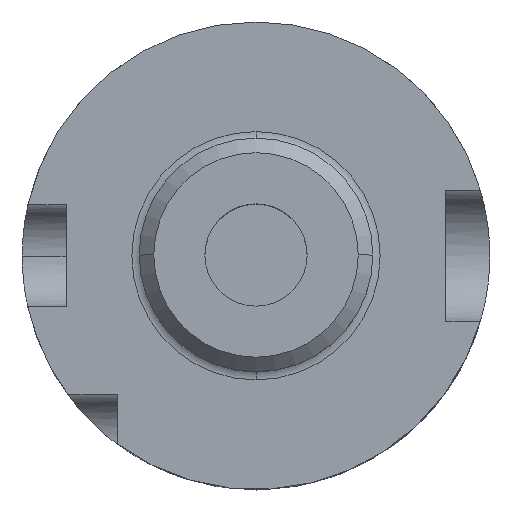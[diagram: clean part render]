
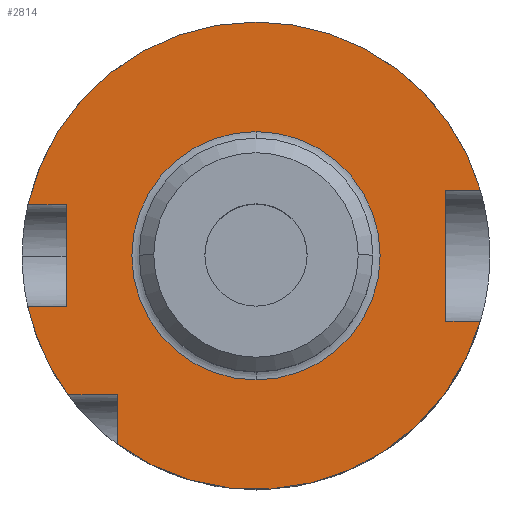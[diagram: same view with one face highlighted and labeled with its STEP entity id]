
A CAD part, top view. The second image highlights one B-rep face of the part: STEP entity #2814.
In plain terms, the highlighted planar face has unit normal (0, 0, 1).
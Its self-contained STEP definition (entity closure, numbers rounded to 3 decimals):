
#11 = LINE ( 'NONE', #347, #1321 ) ;
#43 = CARTESIAN_POINT ( 'NONE',  ( -15.612, -3.5, 20. ) ) ;
#121 = ORIENTED_EDGE ( 'NONE', *, *, #1428, .T. ) ;
#124 = EDGE_CURVE ( 'NONE', #366, #2062, #3441, .T. ) ;
#135 = VERTEX_POINT ( 'NONE', #3249 ) ;
#140 = EDGE_LOOP ( 'NONE', ( #1852, #121 ) ) ;
#144 = EDGE_CURVE ( 'NONE', #2594, #2669, #2589, .T. ) ;
#215 = CARTESIAN_POINT ( 'NONE',  ( 0., 0., 20. ) ) ;
#249 = CARTESIAN_POINT ( 'NONE',  ( -13., -3.5, 20. ) ) ;
#259 = VECTOR ( 'NONE', #2112, 1000. ) ;
#285 = DIRECTION ( 'NONE',  ( 0., -1., 0. ) ) ;
#286 = DIRECTION ( 'NONE',  ( 1., 0., 0. ) ) ;
#296 = EDGE_CURVE ( 'NONE', #1835, #3617, #11, .T. ) ;
#323 = CIRCLE ( 'NONE', #2923, 16. ) ;
#341 = PLANE ( 'NONE',  #1603 ) ;
#347 = CARTESIAN_POINT ( 'NONE',  ( -23., 3.5, 20. ) ) ;
#366 = VERTEX_POINT ( 'NONE', #43 ) ;
#375 = VERTEX_POINT ( 'NONE', #1495 ) ;
#412 = CARTESIAN_POINT ( 'NONE',  ( 0., -4.5, 20. ) ) ;
#469 = CARTESIAN_POINT ( 'NONE',  ( 0., 0., 20. ) ) ;
#475 = CIRCLE ( 'NONE', #2666, 16. ) ;
#539 = VECTOR ( 'NONE', #1047, 1000. ) ;
#595 = DIRECTION ( 'NONE',  ( 0., 0., -1. ) ) ;
#628 = EDGE_CURVE ( 'NONE', #135, #1667, #1507, .T. ) ;
#679 = EDGE_CURVE ( 'NONE', #2583, #2448, #1768, .T. ) ;
#689 = FACE_BOUND ( 'NONE', #140, .T. ) ;
#702 = VERTEX_POINT ( 'NONE', #1907 ) ;
#715 = ORIENTED_EDGE ( 'NONE', *, *, #628, .F. ) ;
#794 = CARTESIAN_POINT ( 'NONE',  ( -9.5, 16., 20. ) ) ;
#804 = ORIENTED_EDGE ( 'NONE', *, *, #144, .F. ) ;
#819 = DIRECTION ( 'NONE',  ( 0., -1., 0. ) ) ;
#829 = DIRECTION ( 'NONE',  ( 0., 1., 0. ) ) ;
#849 = DIRECTION ( 'NONE',  ( 0., 1., 0. ) ) ;
#863 = VERTEX_POINT ( 'NONE', #2200 ) ;
#873 = DIRECTION ( 'NONE',  ( 0., -1., 0. ) ) ;
#906 = ORIENTED_EDGE ( 'NONE', *, *, #3417, .F. ) ;
#1036 = DIRECTION ( 'NONE',  ( 0., 0., -1. ) ) ;
#1047 = DIRECTION ( 'NONE',  ( 1., 0., 0. ) ) ;
#1070 = VECTOR ( 'NONE', #286, 1000. ) ;
#1136 = EDGE_CURVE ( 'NONE', #1667, #2594, #2517, .T. ) ;
#1189 = DIRECTION ( 'NONE',  ( 1., 0., 0. ) ) ;
#1207 = DIRECTION ( 'NONE',  ( 0., -1., 0. ) ) ;
#1321 = VECTOR ( 'NONE', #1189, 1000. ) ;
#1396 = VECTOR ( 'NONE', #2333, 1000. ) ;
#1428 = EDGE_CURVE ( 'NONE', #2448, #2583, #2889, .T. ) ;
#1443 = LINE ( 'NONE', #2465, #1070 ) ;
#1481 = EDGE_CURVE ( 'NONE', #1835, #863, #2751, .T. ) ;
#1495 = CARTESIAN_POINT ( 'NONE',  ( -9.5, -9.5, 20. ) ) ;
#1507 = LINE ( 'NONE', #1814, #2116 ) ;
#1572 = CARTESIAN_POINT ( 'NONE',  ( 0., 0., 20. ) ) ;
#1603 = AXIS2_PLACEMENT_3D ( 'NONE', #2233, #2286, #1207 ) ;
#1631 = CARTESIAN_POINT ( 'NONE',  ( 0., 0., 20. ) ) ;
#1651 = VECTOR ( 'NONE', #285, 1000. ) ;
#1667 = VERTEX_POINT ( 'NONE', #3338 ) ;
#1676 = ORIENTED_EDGE ( 'NONE', *, *, #124, .F. ) ;
#1696 = ORIENTED_EDGE ( 'NONE', *, *, #2208, .T. ) ;
#1768 = CIRCLE ( 'NONE', #2083, 8.5 ) ;
#1814 = CARTESIAN_POINT ( 'NONE',  ( 13., 4.5, 20. ) ) ;
#1835 = VERTEX_POINT ( 'NONE', #2943 ) ;
#1852 = ORIENTED_EDGE ( 'NONE', *, *, #679, .T. ) ;
#1853 = FACE_OUTER_BOUND ( 'NONE', #2779, .T. ) ;
#1858 = DIRECTION ( 'NONE',  ( 0., 0., -1. ) ) ;
#1907 = CARTESIAN_POINT ( 'NONE',  ( 15.354, 4.5, 20. ) ) ;
#1930 = ORIENTED_EDGE ( 'NONE', *, *, #1481, .F. ) ;
#1960 = LINE ( 'NONE', #2663, #259 ) ;
#2062 = VERTEX_POINT ( 'NONE', #3438 ) ;
#2083 = AXIS2_PLACEMENT_3D ( 'NONE', #2787, #595, #873 ) ;
#2112 = DIRECTION ( 'NONE',  ( -1., 0., 0. ) ) ;
#2116 = VECTOR ( 'NONE', #2643, 1000. ) ;
#2185 = CARTESIAN_POINT ( 'NONE',  ( -13., 3.5, 20. ) ) ;
#2200 = CARTESIAN_POINT ( 'NONE',  ( 0., 16., 20. ) ) ;
#2206 = AXIS2_PLACEMENT_3D ( 'NONE', #2991, #1858, #819 ) ;
#2208 = EDGE_CURVE ( 'NONE', #135, #702, #1443, .T. ) ;
#2233 = CARTESIAN_POINT ( 'NONE',  ( 0., 16., 20. ) ) ;
#2286 = DIRECTION ( 'NONE',  ( 0., 0., 1. ) ) ;
#2307 = LINE ( 'NONE', #794, #2905 ) ;
#2333 = DIRECTION ( 'NONE',  ( 1., 0., 0. ) ) ;
#2342 = AXIS2_PLACEMENT_3D ( 'NONE', #1572, #2390, #3568 ) ;
#2345 = AXIS2_PLACEMENT_3D ( 'NONE', #1631, #2764, #849 ) ;
#2390 = DIRECTION ( 'NONE',  ( 0., 0., -1. ) ) ;
#2400 = LINE ( 'NONE', #249, #1651 ) ;
#2402 = CARTESIAN_POINT ( 'NONE',  ( -23., -3.5, 20. ) ) ;
#2413 = ORIENTED_EDGE ( 'NONE', *, *, #1136, .F. ) ;
#2448 = VERTEX_POINT ( 'NONE', #2453 ) ;
#2453 = CARTESIAN_POINT ( 'NONE',  ( 0., 8.5, 20. ) ) ;
#2465 = CARTESIAN_POINT ( 'NONE',  ( 0., 4.5, 20. ) ) ;
#2517 = LINE ( 'NONE', #412, #1396 ) ;
#2566 = ORIENTED_EDGE ( 'NONE', *, *, #296, .T. ) ;
#2583 = VERTEX_POINT ( 'NONE', #2644 ) ;
#2589 = CIRCLE ( 'NONE', #2342, 16. ) ;
#2594 = VERTEX_POINT ( 'NONE', #3510 ) ;
#2643 = DIRECTION ( 'NONE',  ( 0., -1., 0. ) ) ;
#2644 = CARTESIAN_POINT ( 'NONE',  ( 0., -8.5, 20. ) ) ;
#2663 = CARTESIAN_POINT ( 'NONE',  ( 0., -9.5, 20. ) ) ;
#2666 = AXIS2_PLACEMENT_3D ( 'NONE', #469, #2714, #2733 ) ;
#2669 = VERTEX_POINT ( 'NONE', #3524 ) ;
#2671 = EDGE_CURVE ( 'NONE', #375, #3099, #1960, .T. ) ;
#2714 = DIRECTION ( 'NONE',  ( 0., 0., -1. ) ) ;
#2733 = DIRECTION ( 'NONE',  ( 0., 1., 0. ) ) ;
#2751 = CIRCLE ( 'NONE', #2345, 16. ) ;
#2764 = DIRECTION ( 'NONE',  ( 0., 0., -1. ) ) ;
#2779 = EDGE_LOOP ( 'NONE', ( #2993, #2877, #804, #2413, #715, #1696, #906, #1930, #2566, #3123, #1676, #3485 ) ) ;
#2787 = CARTESIAN_POINT ( 'NONE',  ( 0., 0., 20. ) ) ;
#2814 = ADVANCED_FACE ( 'NONE', ( #689, #1853 ), #341, .T. ) ;
#2877 = ORIENTED_EDGE ( 'NONE', *, *, #3365, .F. ) ;
#2889 = CIRCLE ( 'NONE', #2206, 8.5 ) ;
#2905 = VECTOR ( 'NONE', #829, 1000. ) ;
#2916 = EDGE_CURVE ( 'NONE', #3099, #366, #475, .T. ) ;
#2923 = AXIS2_PLACEMENT_3D ( 'NONE', #215, #1036, #2984 ) ;
#2943 = CARTESIAN_POINT ( 'NONE',  ( -15.612, 3.5, 20. ) ) ;
#2984 = DIRECTION ( 'NONE',  ( 0., 1., 0. ) ) ;
#2991 = CARTESIAN_POINT ( 'NONE',  ( 0., 0., 20. ) ) ;
#2993 = ORIENTED_EDGE ( 'NONE', *, *, #2671, .F. ) ;
#3099 = VERTEX_POINT ( 'NONE', #3192 ) ;
#3123 = ORIENTED_EDGE ( 'NONE', *, *, #3221, .T. ) ;
#3192 = CARTESIAN_POINT ( 'NONE',  ( -12.874, -9.5, 20. ) ) ;
#3221 = EDGE_CURVE ( 'NONE', #3617, #2062, #2400, .T. ) ;
#3249 = CARTESIAN_POINT ( 'NONE',  ( 13., 4.5, 20. ) ) ;
#3338 = CARTESIAN_POINT ( 'NONE',  ( 13., -4.5, 20. ) ) ;
#3365 = EDGE_CURVE ( 'NONE', #2669, #375, #2307, .T. ) ;
#3417 = EDGE_CURVE ( 'NONE', #863, #702, #323, .T. ) ;
#3438 = CARTESIAN_POINT ( 'NONE',  ( -13., -3.5, 20. ) ) ;
#3441 = LINE ( 'NONE', #2402, #539 ) ;
#3485 = ORIENTED_EDGE ( 'NONE', *, *, #2916, .F. ) ;
#3510 = CARTESIAN_POINT ( 'NONE',  ( 15.354, -4.5, 20. ) ) ;
#3524 = CARTESIAN_POINT ( 'NONE',  ( -9.5, -12.874, 20. ) ) ;
#3568 = DIRECTION ( 'NONE',  ( 0., 1., 0. ) ) ;
#3617 = VERTEX_POINT ( 'NONE', #2185 ) ;
